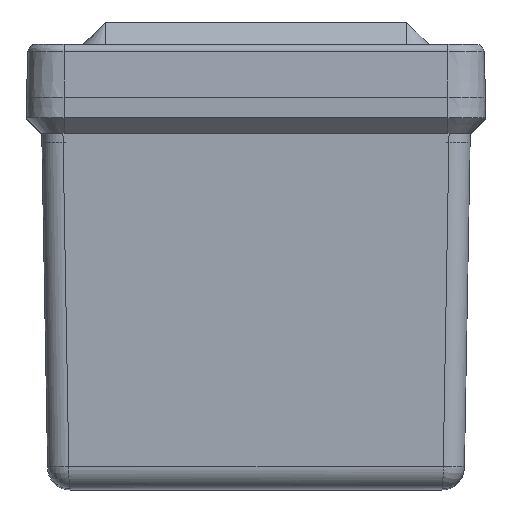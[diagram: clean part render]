
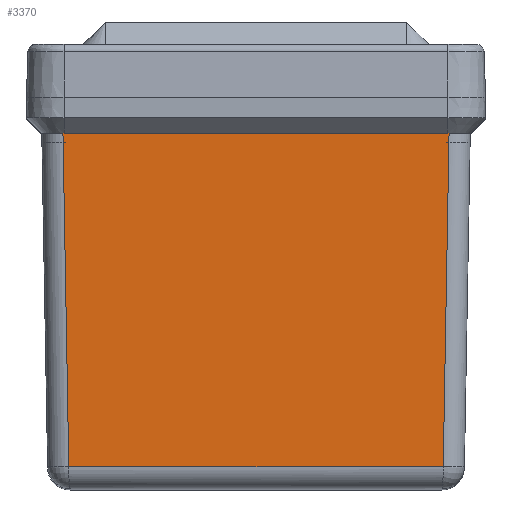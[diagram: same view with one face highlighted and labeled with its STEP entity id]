
A CAD part, top view. The second image highlights one B-rep face of the part: STEP entity #3370.
In plain terms, the highlighted planar face has unit normal (0, -0.018, 1).
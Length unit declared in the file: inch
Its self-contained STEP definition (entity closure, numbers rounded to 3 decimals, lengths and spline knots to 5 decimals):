
#139 = VECTOR ( 'NONE', #11781, 39.37008 ) ;
#1120 = VERTEX_POINT ( 'NONE', #6259 ) ;
#1231 = VERTEX_POINT ( 'NONE', #2582 ) ;
#1394 = ORIENTED_EDGE ( 'NONE', *, *, #13109, .F. ) ;
#1653 = VERTEX_POINT ( 'NONE', #16658 ) ;
#1732 = PLANE ( 'NONE',  #13629 ) ;
#2582 = CARTESIAN_POINT ( 'NONE',  ( -1.60237, 2.9525, 3.18449 ) ) ;
#3370 = ADVANCED_FACE ( 'NONE', ( #9842 ), #1732, .T. ) ;
#3416 = ORIENTED_EDGE ( 'NONE', *, *, #3500, .T. ) ;
#3500 = EDGE_CURVE ( 'NONE', #1653, #11201, #11620, .T. ) ;
#3642 = DIRECTION ( 'NONE',  ( 1., 0., 0. ) ) ;
#3711 = VECTOR ( 'NONE', #4539, 39.37008 ) ;
#4539 = DIRECTION ( 'NONE',  ( -1., 0., 0. ) ) ;
#5021 = VECTOR ( 'NONE', #3642, 39.37008 ) ;
#5097 = DIRECTION ( 'NONE',  ( 1., 0., 0. ) ) ;
#5451 = LINE ( 'NONE', #20792, #3711 ) ;
#6118 = CARTESIAN_POINT ( 'NONE',  ( -1.55405, 0.18423, 3.13617 ) ) ;
#6259 = CARTESIAN_POINT ( 'NONE',  ( 1.59375, 2.9525, 3.18449 ) ) ;
#6537 = VECTOR ( 'NONE', #12168, 39.37008 ) ;
#6696 = EDGE_CURVE ( 'NONE', #1231, #17841, #13159, .T. ) ;
#8682 = CARTESIAN_POINT ( 'NONE',  ( 1.55405, 0.18423, 3.13617 ) ) ;
#8698 = ORIENTED_EDGE ( 'NONE', *, *, #16125, .T. ) ;
#8805 = CARTESIAN_POINT ( 'NONE',  ( -1.59375, 2.9525, 3.18449 ) ) ;
#8841 = CARTESIAN_POINT ( 'NONE',  ( 1.60237, 2.9525, 3.18449 ) ) ;
#9178 = VERTEX_POINT ( 'NONE', #6118 ) ;
#9294 = CARTESIAN_POINT ( 'NONE',  ( 1.59375, 2.9525, 3.18449 ) ) ;
#9842 = FACE_OUTER_BOUND ( 'NONE', #13060, .T. ) ;
#10911 = DIRECTION ( 'NONE',  ( -1., 0., 0. ) ) ;
#11201 = VERTEX_POINT ( 'NONE', #8841 ) ;
#11269 = LINE ( 'NONE', #16499, #139 ) ;
#11412 = VECTOR ( 'NONE', #10911, 39.37008 ) ;
#11611 = VECTOR ( 'NONE', #5097, 39.37008 ) ;
#11620 = LINE ( 'NONE', #8682, #6537 ) ;
#11781 = DIRECTION ( 'NONE',  ( 0.017, -1., -0.017 ) ) ;
#12168 = DIRECTION ( 'NONE',  ( 0.017, 1., 0.017 ) ) ;
#12307 = ORIENTED_EDGE ( 'NONE', *, *, #19078, .T. ) ;
#12361 = EDGE_CURVE ( 'NONE', #1120, #11201, #15967, .T. ) ;
#12440 = LINE ( 'NONE', #9294, #11412 ) ;
#13060 = EDGE_LOOP ( 'NONE', ( #16430, #12307, #1394, #3416, #15315, #8698 ) ) ;
#13109 = EDGE_CURVE ( 'NONE', #1653, #9178, #5451, .T. ) ;
#13159 = LINE ( 'NONE', #16713, #5021 ) ;
#13629 = AXIS2_PLACEMENT_3D ( 'NONE', #16611, #16473, #18164 ) ;
#15315 = ORIENTED_EDGE ( 'NONE', *, *, #12361, .F. ) ;
#15967 = LINE ( 'NONE', #17900, #11611 ) ;
#16125 = EDGE_CURVE ( 'NONE', #1120, #17841, #12440, .T. ) ;
#16430 = ORIENTED_EDGE ( 'NONE', *, *, #6696, .F. ) ;
#16473 = DIRECTION ( 'NONE',  ( 0., -0.017, 1. ) ) ;
#16499 = CARTESIAN_POINT ( 'NONE',  ( -1.60237, 2.9525, 3.18449 ) ) ;
#16611 = CARTESIAN_POINT ( 'NONE',  ( 1.59375, 2.9525, 3.18449 ) ) ;
#16658 = CARTESIAN_POINT ( 'NONE',  ( 1.55405, 0.18423, 3.13617 ) ) ;
#16713 = CARTESIAN_POINT ( 'NONE',  ( 0., 2.9525, 3.18449 ) ) ;
#17841 = VERTEX_POINT ( 'NONE', #8805 ) ;
#17900 = CARTESIAN_POINT ( 'NONE',  ( 0., 2.9525, 3.18449 ) ) ;
#18164 = DIRECTION ( 'NONE',  ( 0., -1., -0.017 ) ) ;
#19078 = EDGE_CURVE ( 'NONE', #1231, #9178, #11269, .T. ) ;
#20792 = CARTESIAN_POINT ( 'NONE',  ( 0.79688, 0.18423, 3.13617 ) ) ;
